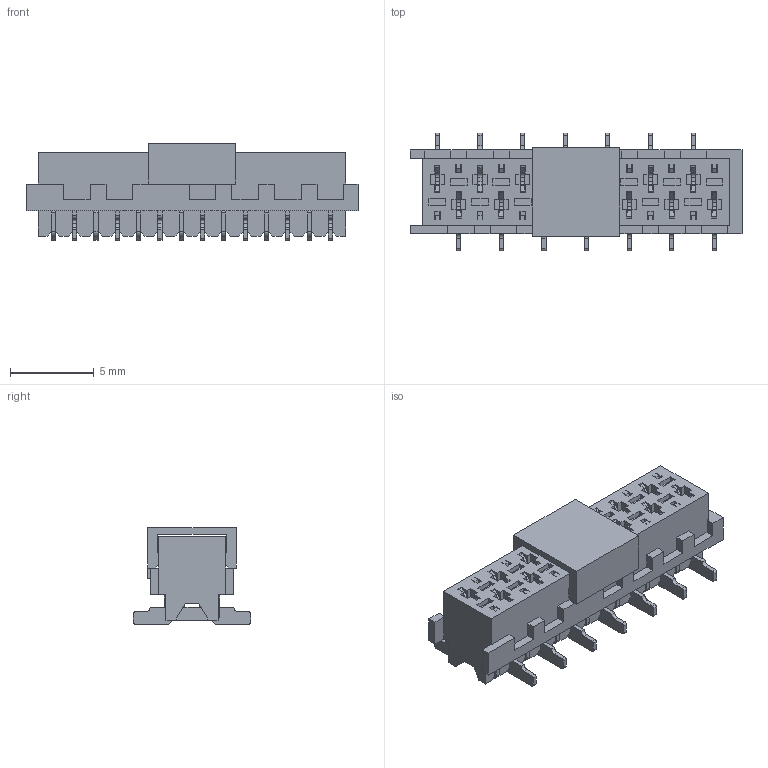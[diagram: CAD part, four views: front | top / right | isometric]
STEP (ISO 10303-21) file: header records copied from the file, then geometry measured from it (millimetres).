
FILE_DESCRIPTION(/* description */ ('Unknown'),/* implementation_level */ '2;1');
FILE_NAME(/* name */ 'J_Wurth_WR-MM_690367281476',/* time_stamp */ '2025-05-08T09:32:23+08:00',/* author */ ('Unknown'),/* organization */ ('Unknown'),/* preprocessor_version */ 'ST-DEVELOPER v19.4',/* originating_system */ 'Solid Edge',/* authorisation */ 'Unknown');
FILE_SCHEMA (('AUTOMOTIVE_DESIGN {1 0 10303 214 3 1 1}'));
Length unit declared in the file: millimetre
Products named in the file (2): J_Wurth_WR-MM_690367281476
Assembly tree (1 placements, depth 2):
  J_Wurth_WR-MM_690367281476
    J_Wurth_WR-MM_690367281476
Bounding box: 19.78 x 7 x 5.75 mm (x, y, z)
Volume: 341.6 mm3; surface area: 1166.5 mm2
Topology: 1 solids, 1 shells, 1225 faces, 3738 edges, 2395 vertices
Faces by surface type: plane 1001, cylinder 224
Entity records: 50032 total; most frequent: ORIENTED_EDGE 7476, CARTESIAN_POINT 7360, DIRECTION 6724, EDGE_CURVE 3738, LINE 3206, VECTOR 3206, VERTEX_POINT 2395, AXIS2_PLACEMENT_3D 1759
